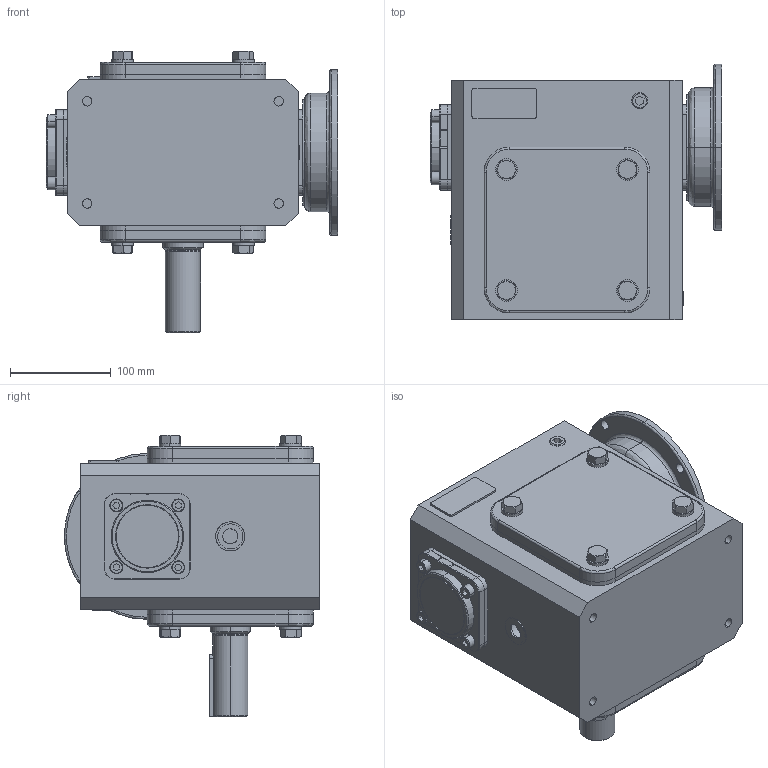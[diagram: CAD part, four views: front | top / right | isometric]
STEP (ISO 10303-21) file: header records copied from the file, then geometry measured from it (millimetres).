
FILE_DESCRIPTION (( 'STEP AP214' ), '1' );
FILE_NAME ('WG-325-030-RB.step', '2018-08-22T19:17:05', ( '' ), ( '' ), 'SwSTEP 2.0', 'SolidWorks 2017', '' );
FILE_SCHEMA (( 'AUTOMOTIVE_DESIGN' ));
Length unit declared in the file: inch
Products named in the file (1): WG-325-030-RB
Bounding box: 290 x 253.95 x 279.75 mm (x, y, z)
Volume: 8259449.7 mm3; surface area: 582206.3 mm2
Topology: 39 solids, 39 shells, 576 faces, 1302 edges, 858 vertices
Faces by surface type: plane 318, cylinder 168, cone 58, bspline 30, torus 2
Entity records: 30451 total; most frequent: CARTESIAN_POINT 9574, DIRECTION 2637, ORIENTED_EDGE 2604, EDGE_CURVE 1302, AXIS2_PLACEMENT_3D 969, VERTEX_POINT 858, VECTOR 699, LINE 699
